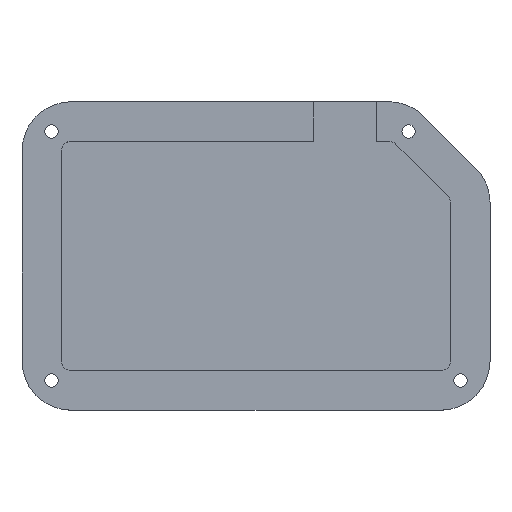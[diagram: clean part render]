
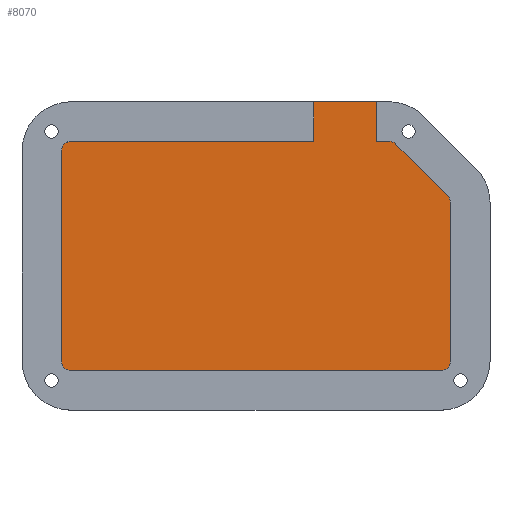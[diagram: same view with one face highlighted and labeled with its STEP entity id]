
A CAD part, top view. The second image highlights one B-rep face of the part: STEP entity #8070.
In plain terms, the highlighted planar face has unit normal (0, 0, 1).
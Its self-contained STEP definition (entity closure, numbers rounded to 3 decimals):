
#52=CIRCLE('',#8277,2.503);
#53=CIRCLE('',#8278,2.503);
#54=CIRCLE('',#8279,2.503);
#55=CIRCLE('',#8280,2.502);
#56=CIRCLE('',#8281,2.502);
#1270=FACE_OUTER_BOUND('',#1731,.T.);
#1731=EDGE_LOOP('',(#7372,#7373,#7374,#7375,#7376,#7377,#7378,#7379,#7380,
#7381,#7382,#7383,#7384,#7385,#7386,#7387,#7388,#7389,#7390,#7391,#7392,
#7393,#7394,#7395));
#2374=LINE('',#16129,#3035);
#2377=LINE('',#16134,#3038);
#2378=LINE('',#16137,#3039);
#2379=LINE('',#16141,#3040);
#2380=LINE('',#16143,#3041);
#2381=LINE('',#16145,#3042);
#2382=LINE('',#16149,#3043);
#2383=LINE('',#16151,#3044);
#2384=LINE('',#16153,#3045);
#2385=LINE('',#16157,#3046);
#2386=LINE('',#16159,#3047);
#2387=LINE('',#16161,#3048);
#2388=LINE('',#16165,#3049);
#2389=LINE('',#16167,#3050);
#2390=LINE('',#16169,#3051);
#2391=LINE('',#16173,#3052);
#2392=LINE('',#16175,#3053);
#2393=LINE('',#16177,#3054);
#2394=LINE('',#16178,#3055);
#3035=VECTOR('',#9252,10.);
#3038=VECTOR('',#9257,10.);
#3039=VECTOR('',#9260,10.);
#3040=VECTOR('',#9263,10.);
#3041=VECTOR('',#9264,10.);
#3042=VECTOR('',#9265,10.);
#3043=VECTOR('',#9268,10.);
#3044=VECTOR('',#9269,10.);
#3045=VECTOR('',#9270,10.);
#3046=VECTOR('',#9273,10.);
#3047=VECTOR('',#9274,10.);
#3048=VECTOR('',#9275,10.);
#3049=VECTOR('',#9278,10.);
#3050=VECTOR('',#9279,10.);
#3051=VECTOR('',#9280,10.);
#3052=VECTOR('',#9283,10.);
#3053=VECTOR('',#9284,10.);
#3054=VECTOR('',#9285,10.);
#3055=VECTOR('',#9286,10.);
#3863=VERTEX_POINT('',#16126);
#3864=VERTEX_POINT('',#16128);
#3865=VERTEX_POINT('',#16132);
#3866=VERTEX_POINT('',#16136);
#3867=VERTEX_POINT('',#16138);
#3868=VERTEX_POINT('',#16140);
#3869=VERTEX_POINT('',#16142);
#3870=VERTEX_POINT('',#16144);
#3871=VERTEX_POINT('',#16146);
#3872=VERTEX_POINT('',#16148);
#3873=VERTEX_POINT('',#16150);
#3874=VERTEX_POINT('',#16152);
#3875=VERTEX_POINT('',#16154);
#3876=VERTEX_POINT('',#16156);
#3877=VERTEX_POINT('',#16158);
#3878=VERTEX_POINT('',#16160);
#3879=VERTEX_POINT('',#16162);
#3880=VERTEX_POINT('',#16164);
#3881=VERTEX_POINT('',#16166);
#3882=VERTEX_POINT('',#16168);
#3883=VERTEX_POINT('',#16170);
#3884=VERTEX_POINT('',#16172);
#3885=VERTEX_POINT('',#16174);
#3886=VERTEX_POINT('',#16176);
#5045=EDGE_CURVE('',#3863,#3864,#2374,.T.);
#5048=EDGE_CURVE('',#3865,#3863,#2377,.T.);
#5049=EDGE_CURVE('',#3866,#3865,#2378,.T.);
#5050=EDGE_CURVE('',#3867,#3866,#52,.T.);
#5051=EDGE_CURVE('',#3868,#3867,#2379,.T.);
#5052=EDGE_CURVE('',#3869,#3868,#2380,.T.);
#5053=EDGE_CURVE('',#3870,#3869,#2381,.T.);
#5054=EDGE_CURVE('',#3871,#3870,#53,.T.);
#5055=EDGE_CURVE('',#3872,#3871,#2382,.T.);
#5056=EDGE_CURVE('',#3873,#3872,#2383,.T.);
#5057=EDGE_CURVE('',#3874,#3873,#2384,.T.);
#5058=EDGE_CURVE('',#3875,#3874,#54,.T.);
#5059=EDGE_CURVE('',#3876,#3875,#2385,.T.);
#5060=EDGE_CURVE('',#3877,#3876,#2386,.T.);
#5061=EDGE_CURVE('',#3878,#3877,#2387,.T.);
#5062=EDGE_CURVE('',#3879,#3878,#55,.T.);
#5063=EDGE_CURVE('',#3880,#3879,#2388,.T.);
#5064=EDGE_CURVE('',#3881,#3880,#2389,.T.);
#5065=EDGE_CURVE('',#3882,#3881,#2390,.T.);
#5066=EDGE_CURVE('',#3883,#3882,#56,.T.);
#5067=EDGE_CURVE('',#3884,#3883,#2391,.T.);
#5068=EDGE_CURVE('',#3885,#3884,#2392,.T.);
#5069=EDGE_CURVE('',#3886,#3885,#2393,.T.);
#5070=EDGE_CURVE('',#3864,#3886,#2394,.T.);
#7372=ORIENTED_EDGE('',*,*,#5049,.F.);
#7373=ORIENTED_EDGE('',*,*,#5050,.F.);
#7374=ORIENTED_EDGE('',*,*,#5051,.F.);
#7375=ORIENTED_EDGE('',*,*,#5052,.F.);
#7376=ORIENTED_EDGE('',*,*,#5053,.F.);
#7377=ORIENTED_EDGE('',*,*,#5054,.F.);
#7378=ORIENTED_EDGE('',*,*,#5055,.F.);
#7379=ORIENTED_EDGE('',*,*,#5056,.F.);
#7380=ORIENTED_EDGE('',*,*,#5057,.F.);
#7381=ORIENTED_EDGE('',*,*,#5058,.F.);
#7382=ORIENTED_EDGE('',*,*,#5059,.F.);
#7383=ORIENTED_EDGE('',*,*,#5060,.F.);
#7384=ORIENTED_EDGE('',*,*,#5061,.F.);
#7385=ORIENTED_EDGE('',*,*,#5062,.F.);
#7386=ORIENTED_EDGE('',*,*,#5063,.F.);
#7387=ORIENTED_EDGE('',*,*,#5064,.F.);
#7388=ORIENTED_EDGE('',*,*,#5065,.F.);
#7389=ORIENTED_EDGE('',*,*,#5066,.F.);
#7390=ORIENTED_EDGE('',*,*,#5067,.F.);
#7391=ORIENTED_EDGE('',*,*,#5068,.F.);
#7392=ORIENTED_EDGE('',*,*,#5069,.F.);
#7393=ORIENTED_EDGE('',*,*,#5070,.F.);
#7394=ORIENTED_EDGE('',*,*,#5045,.F.);
#7395=ORIENTED_EDGE('',*,*,#5048,.F.);
#7650=PLANE('',#8276);
#8070=ADVANCED_FACE('',(#1270),#7650,.T.);
#8276=AXIS2_PLACEMENT_3D('',#16135,#9258,#9259);
#8277=AXIS2_PLACEMENT_3D('',#16139,#9261,#9262);
#8278=AXIS2_PLACEMENT_3D('',#16147,#9266,#9267);
#8279=AXIS2_PLACEMENT_3D('',#16155,#9271,#9272);
#8280=AXIS2_PLACEMENT_3D('',#16163,#9276,#9277);
#8281=AXIS2_PLACEMENT_3D('',#16171,#9281,#9282);
#9252=DIRECTION('',(0.,1.,0.));
#9257=DIRECTION('',(1.,0.,0.));
#9258=DIRECTION('center_axis',(0.,0.,1.));
#9259=DIRECTION('ref_axis',(1.,0.,0.));
#9260=DIRECTION('',(1.,0.018,0.));
#9261=DIRECTION('center_axis',(0.,0.,-1.));
#9262=DIRECTION('ref_axis',(-0.066,0.998,0.));
#9263=DIRECTION('',(0.018,1.,0.));
#9264=DIRECTION('',(0.,1.,0.));
#9265=DIRECTION('',(-0.018,1.,0.));
#9266=DIRECTION('center_axis',(0.,0.,-1.));
#9267=DIRECTION('ref_axis',(-0.998,-0.066,0.));
#9268=DIRECTION('',(-1.,0.018,0.));
#9269=DIRECTION('',(-1.,0.,0.));
#9270=DIRECTION('',(-1.,-0.018,0.));
#9271=DIRECTION('center_axis',(0.,0.,-1.));
#9272=DIRECTION('ref_axis',(0.066,-0.998,0.));
#9273=DIRECTION('',(-0.018,-1.,0.));
#9274=DIRECTION('',(0.,-1.,0.));
#9275=DIRECTION('',(0.016,-1.,0.));
#9276=DIRECTION('center_axis',(0.,0.,-1.));
#9277=DIRECTION('ref_axis',(0.998,0.06,0.));
#9278=DIRECTION('',(0.696,-0.718,0.));
#9279=DIRECTION('',(0.707,-0.707,0.));
#9280=DIRECTION('',(0.719,-0.695,0.));
#9281=DIRECTION('center_axis',(0.,0.,-1.));
#9282=DIRECTION('ref_axis',(0.663,0.748,0.));
#9283=DIRECTION('',(1.,-0.016,0.));
#9284=DIRECTION('',(1.,0.,0.));
#9285=DIRECTION('',(0.,-1.,0.));
#9286=DIRECTION('',(1.,0.,0.));
#16126=CARTESIAN_POINT('',(158.65,-47.125,0.));
#16128=CARTESIAN_POINT('',(158.65,-37.125,0.));
#16129=CARTESIAN_POINT('',(158.65,-59.163,0.));
#16132=CARTESIAN_POINT('',(97.246,-47.125,0.));
#16134=CARTESIAN_POINT('',(120.656,-47.125,0.));
#16135=CARTESIAN_POINT('Origin',(144.066,-71.2,0.));
#16136=CARTESIAN_POINT('',(97.086,-47.128,0.));
#16137=CARTESIAN_POINT('',(120.354,-46.713,0.));
#16138=CARTESIAN_POINT('',(94.753,-49.461,0.));
#16139=CARTESIAN_POINT('Origin',(97.25,-49.625,0.));
#16140=CARTESIAN_POINT('',(94.75,-49.621,0.));
#16141=CARTESIAN_POINT('',(94.565,-59.967,0.));
#16142=CARTESIAN_POINT('',(94.75,-102.779,0.));
#16143=CARTESIAN_POINT('',(94.75,-86.99,0.));
#16144=CARTESIAN_POINT('',(94.753,-102.939,0.));
#16145=CARTESIAN_POINT('',(94.478,-87.514,0.));
#16146=CARTESIAN_POINT('',(97.086,-105.272,0.));
#16147=CARTESIAN_POINT('Origin',(97.25,-102.775,0.));
#16148=CARTESIAN_POINT('',(97.246,-105.275,0.));
#16149=CARTESIAN_POINT('',(120.344,-105.687,0.));
#16150=CARTESIAN_POINT('',(190.886,-105.275,0.));
#16151=CARTESIAN_POINT('',(167.476,-105.275,0.));
#16152=CARTESIAN_POINT('',(191.046,-105.272,0.));
#16153=CARTESIAN_POINT('',(167.867,-105.686,0.));
#16154=CARTESIAN_POINT('',(193.378,-102.94,0.));
#16155=CARTESIAN_POINT('Origin',(190.881,-102.775,0.));
#16156=CARTESIAN_POINT('',(193.381,-102.78,0.));
#16157=CARTESIAN_POINT('',(193.66,-87.443,0.));
#16158=CARTESIAN_POINT('',(193.381,-62.737,0.));
#16159=CARTESIAN_POINT('',(193.381,-66.969,0.));
#16160=CARTESIAN_POINT('',(193.379,-62.59,0.));
#16161=CARTESIAN_POINT('',(193.44,-66.509,0.));
#16162=CARTESIAN_POINT('',(192.754,-61.081,0.));
#16163=CARTESIAN_POINT('Origin',(190.881,-62.741,0.));
#16164=CARTESIAN_POINT('',(192.652,-60.976,0.));
#16165=CARTESIAN_POINT('',(183.439,-51.471,0.));
#16166=CARTESIAN_POINT('',(179.53,-47.854,0.));
#16167=CARTESIAN_POINT('',(176.5,-44.825,0.));
#16168=CARTESIAN_POINT('',(179.425,-47.752,0.));
#16169=CARTESIAN_POINT('',(176.154,-44.587,0.));
#16170=CARTESIAN_POINT('',(177.916,-47.127,0.));
#16171=CARTESIAN_POINT('Origin',(177.765,-49.625,0.));
#16172=CARTESIAN_POINT('',(177.769,-47.125,0.));
#16173=CARTESIAN_POINT('',(161.12,-46.851,0.));
#16174=CARTESIAN_POINT('',(174.65,-47.125,0.));
#16175=CARTESIAN_POINT('',(159.358,-47.125,0.));
#16176=CARTESIAN_POINT('',(174.65,-37.125,0.));
#16177=CARTESIAN_POINT('',(174.65,-54.163,0.));
#16178=CARTESIAN_POINT('',(158.65,-37.125,0.));
